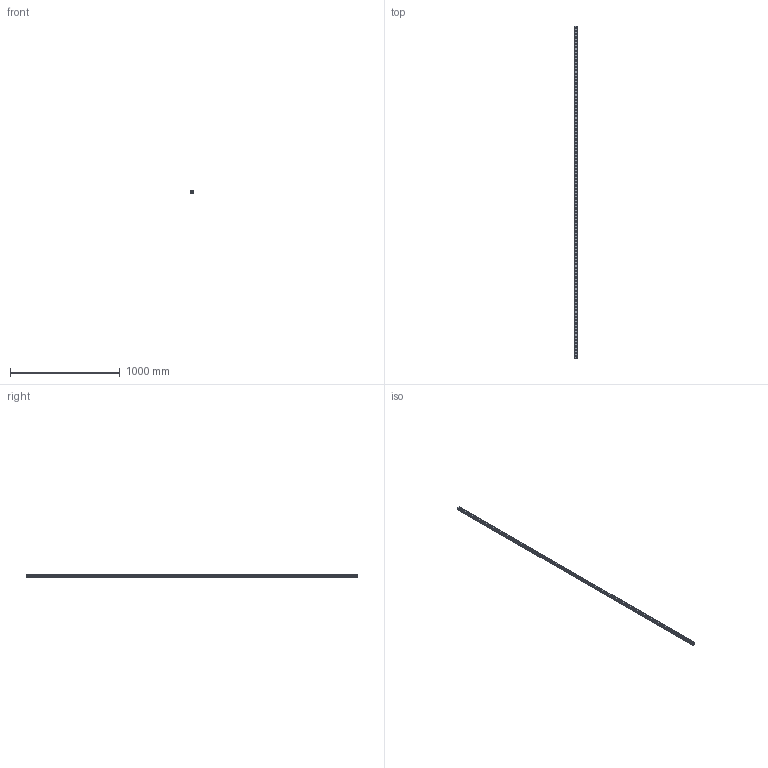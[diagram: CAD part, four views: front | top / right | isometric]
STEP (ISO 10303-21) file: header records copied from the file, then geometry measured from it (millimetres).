
FILE_DESCRIPTION(('STEP AP214'),'1');
FILE_NAME('cctmp_1E65DD7B-4743-4F07-9F5E-44C740EE40C1_2021_03_11_08_37_49_0937..stp','2021-03-11T07:37:50',('HIWIN GmbH'),('CADClick - www.CADClick.com'),'Spatial InterOp 3D',' ','unknown authorization');
FILE_SCHEMA(('AUTOMOTIVE_DESIGN'));
Length unit declared in the file: millimetre
Products named in the file (1): RGR25R3030H_FILE
Bounding box: 23 x 3030 x 23.6 mm (x, y, z)
Volume: 1215085 mm3; surface area: 375988.2 mm2
Topology: 1 solids, 1 shells, 1026 faces, 2151 edges, 1434 vertices
Faces by surface type: cylinder 624, plane 402
Entity records: 36235 total; most frequent: DIRECTION 5453, CARTESIAN_POINT 4612, ORIENTED_EDGE 4302, AXIS2_PLACEMENT_3D 2275, EDGE_CURVE 2151, VERTEX_POINT 1434, EDGE_LOOP 1333, CIRCLE 1248
